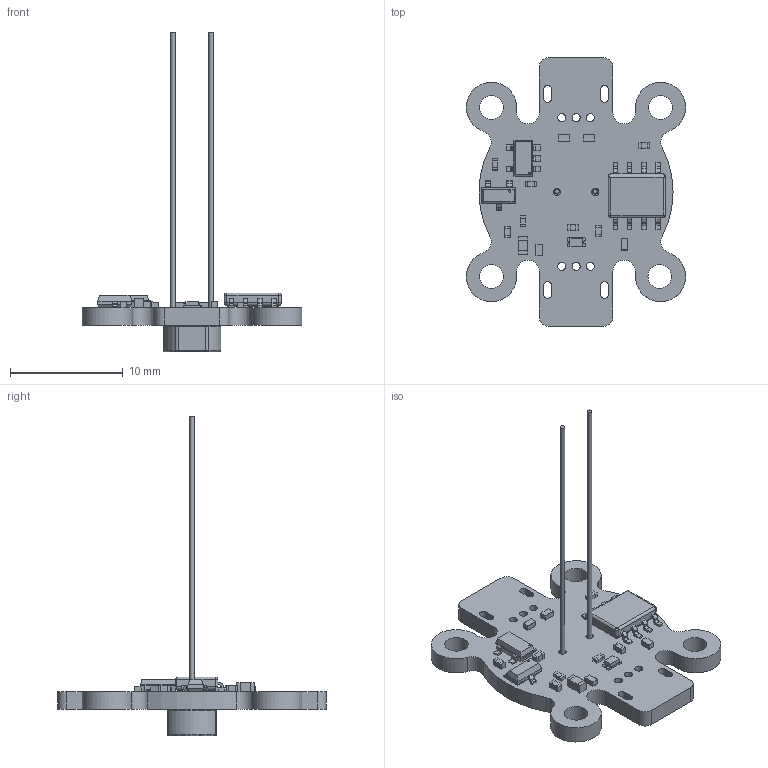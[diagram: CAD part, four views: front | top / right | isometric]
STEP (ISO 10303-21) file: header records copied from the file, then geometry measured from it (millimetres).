
FILE_DESCRIPTION(('Open CASCADE Model'),'2;1');
FILE_NAME('Open CASCADE Shape Model','2021-11-10T15:23:18',('Author'),( 'Open CASCADE'),'Open CASCADE STEP processor 6.8','Open CASCADE 6.8' ,'Unknown');
FILE_SCHEMA(('AUTOMOTIVE_DESIGN { 1 0 10303 214 1 1 1 1 }'));
Length unit declared in the file: millimetre
Products named in the file (45): PCB; Board; Open CASCADE STEP translator 6.8 9.1.1; R3; 6538035456; Extruded; 6568364592; LDR1; MSRC_-_PDV-P8103; U2; SOP8_v1; D3; MSRC-RCLAMP0521P-N_v2; D2; D6; MSRC-0603_LED_orange; R2; C4; 6568305312; 6568305152; D5; D1; MSRC-Nexperia_SOT23; D4; U1; MSFT-SOT23-5; Model; R1; 6568364832; FB1; 6568305872; 6568306112; C1; C3; C2; 6008452576; 6008452416
Assembly tree (62 placements, depth 4):
  PCB
    Board
      Open CASCADE STEP translator 6.8 9.1.1
    R3
      6538035456  x2
        Extruded
      6568364592
        Extruded
    LDR1
      MSRC_-_PDV-P8103
    U2
      SOP8_v1
    D3
      MSRC-RCLAMP0521P-N_v2
    D2
      MSRC-RCLAMP0521P-N_v2
    D6
      MSRC-0603_LED_orange
    R2
      6568364592
        Extruded
      6538035456  x2
        Extruded
    C4
      6568305312  x2
        Extruded
      6568305152
        Extruded
    D5
      MSRC-RCLAMP0521P-N_v2
    D1
      MSRC-Nexperia_SOT23
    D4
      MSRC-RCLAMP0521P-N_v2
    U1
      MSFT-SOT23-5
        Model
    R1
      6568364832  x2
        Extruded
      6568364592
        Extruded
    FB1
      6568305872
        Extruded
      6568306112  x2
        Extruded
    C1
      6568305312  x2
        Extruded
      6568305152
        Extruded
    C3
      6568305312  x2
        Extruded
      6568305152
        Extruded
    C2
      6008452576  x2
        Extruded
Bounding box: 19.45 x 23.8 x 28.38 mm (x, y, z)
Volume: 569.7 mm3; surface area: 1234.1 mm2
Topology: 65 solids, 65 shells, 804 faces, 1866 edges, 1196 vertices
Faces by surface type: plane 557, cylinder 197, sphere 32, torus 12, bspline 6
Full cylindrical faces by diameter (mm): 0.152 x1, 0.165 x1, 0.4 x2, 0.55 x4, 0.65 x2, 0.71 x6, 0.738 x1, 0.75 x2, 0.762 x1, 2.1 x4
Entity records: 19799 total; most frequent: CARTESIAN_POINT 3185, DIRECTION 3107, ORIENTED_EDGE 2914, EDGE_CURVE 1457, LINE 1111, VECTOR 1111, AXIS2_PLACEMENT_3D 998, VERTEX_POINT 950
